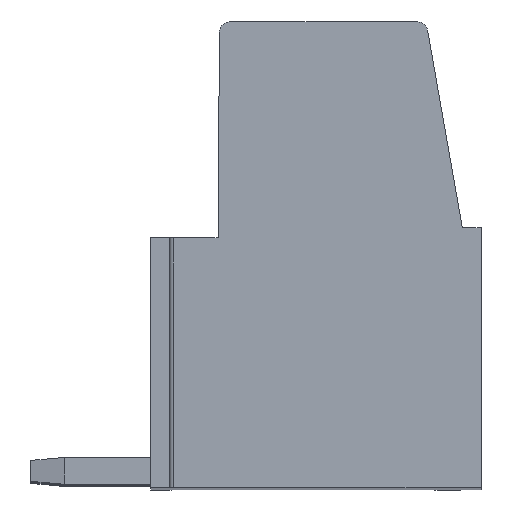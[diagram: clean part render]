
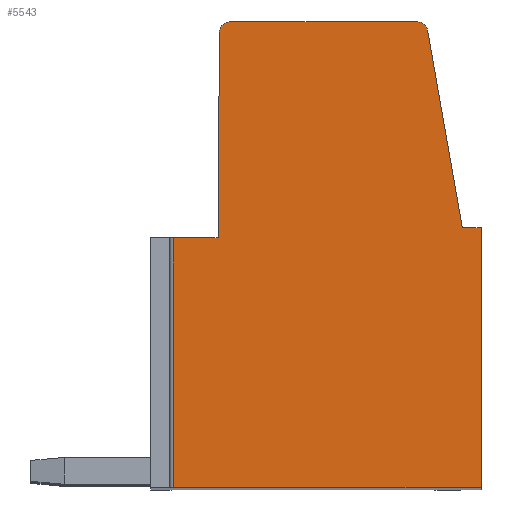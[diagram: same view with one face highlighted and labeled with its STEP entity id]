
A CAD part, top view. The second image highlights one B-rep face of the part: STEP entity #5543.
In plain terms, the highlighted planar face has unit normal (0, 0, 1).
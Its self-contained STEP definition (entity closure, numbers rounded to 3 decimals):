
#1003=DIRECTION('',(0.,1.,0.));
#1004=VECTOR('',#1003,7.4);
#1005=CARTESIAN_POINT('',(-4.225,-7.4,2.5));
#1006=LINE('',#1005,#1004);
#1007=DIRECTION('',(-1.,0.,0.));
#1008=VECTOR('',#1007,1.325);
#1009=CARTESIAN_POINT('',(-2.9,0.,2.5));
#1010=LINE('',#1009,#1008);
#1011=DIRECTION('',(-0.007,-1.,0.));
#1012=VECTOR('',#1011,6.1);
#1013=CARTESIAN_POINT('',(-2.859,6.1,2.5));
#1014=LINE('',#1013,#1012);
#1015=CARTESIAN_POINT('',(-2.557,6.098,2.5));
#1016=DIRECTION('',(0.,0.,1.));
#1017=DIRECTION('',(0.,1.,0.));
#1018=AXIS2_PLACEMENT_3D('',#1015,#1016,#1017);
#1020=DIRECTION('',(-1.,0.,0.));
#1021=VECTOR('',#1020,5.57);
#1022=CARTESIAN_POINT('',(3.013,6.4,2.5));
#1023=LINE('',#1022,#1021);
#1024=CARTESIAN_POINT('',(3.013,6.098,2.5));
#1025=DIRECTION('',(0.,0.,1.));
#1026=DIRECTION('',(0.985,0.173,0.));
#1027=AXIS2_PLACEMENT_3D('',#1024,#1025,#1026);
#1029=DIRECTION('',(-0.173,0.985,0.));
#1030=VECTOR('',#1029,5.94);
#1031=CARTESIAN_POINT('',(4.34,0.3,2.5));
#1032=LINE('',#1031,#1030);
#1033=DIRECTION('',(-1.,0.,0.));
#1034=VECTOR('',#1033,0.56);
#1035=CARTESIAN_POINT('',(4.9,0.3,2.5));
#1036=LINE('',#1035,#1034);
#1037=DIRECTION('',(0.,1.,0.));
#1038=VECTOR('',#1037,7.7);
#1039=CARTESIAN_POINT('',(4.9,-7.4,2.5));
#1040=LINE('',#1039,#1038);
#1041=DIRECTION('',(1.,0.,0.));
#1042=VECTOR('',#1041,9.125);
#1043=CARTESIAN_POINT('',(-4.225,-7.4,2.5));
#1044=LINE('',#1043,#1042);
#3261=CARTESIAN_POINT('',(4.9,-7.4,2.5));
#3262=CARTESIAN_POINT('',(4.9,0.3,2.5));
#3263=VERTEX_POINT('',#3261);
#3264=VERTEX_POINT('',#3262);
#3265=CARTESIAN_POINT('',(4.34,0.3,2.5));
#3266=VERTEX_POINT('',#3265);
#3267=CARTESIAN_POINT('',(3.311,6.15,2.5));
#3268=VERTEX_POINT('',#3267);
#3269=CARTESIAN_POINT('',(3.013,6.4,2.5));
#3270=VERTEX_POINT('',#3269);
#3271=CARTESIAN_POINT('',(-2.557,6.4,2.5));
#3272=VERTEX_POINT('',#3271);
#3273=CARTESIAN_POINT('',(-2.859,6.1,2.5));
#3274=VERTEX_POINT('',#3273);
#3275=CARTESIAN_POINT('',(-2.9,0.,2.5));
#3276=VERTEX_POINT('',#3275);
#3321=CARTESIAN_POINT('',(-4.225,-7.4,2.5));
#3322=CARTESIAN_POINT('',(-4.225,0.,2.5));
#3323=VERTEX_POINT('',#3321);
#3324=VERTEX_POINT('',#3322);
#5519=CARTESIAN_POINT('',(0.,0.,2.5));
#5520=DIRECTION('',(0.,0.,1.));
#5521=DIRECTION('',(1.,0.,0.));
#5522=AXIS2_PLACEMENT_3D('',#5519,#5520,#5521);
#5523=PLANE('',#5522);
#5524=ORIENTED_EDGE('',*,*,#5511,.T.);
#5525=ORIENTED_EDGE('',*,*,#4198,.F.);
#5527=ORIENTED_EDGE('',*,*,#5526,.F.);
#5529=ORIENTED_EDGE('',*,*,#5528,.F.);
#5531=ORIENTED_EDGE('',*,*,#5530,.F.);
#5533=ORIENTED_EDGE('',*,*,#5532,.F.);
#5535=ORIENTED_EDGE('',*,*,#5534,.F.);
#5537=ORIENTED_EDGE('',*,*,#5536,.F.);
#5539=ORIENTED_EDGE('',*,*,#5538,.F.);
#5540=ORIENTED_EDGE('',*,*,#4316,.F.);
#5541=EDGE_LOOP('',(#5524,#5525,#5527,#5529,#5531,#5533,#5535,#5537,#5539,
#5540));
#5542=FACE_OUTER_BOUND('',#5541,.F.);
#1019=CIRCLE('',#1018,0.302);
#1028=CIRCLE('',#1027,0.302);
#4198=EDGE_CURVE('',#3276,#3324,#1010,.T.);
#4316=EDGE_CURVE('',#3323,#3263,#1044,.T.);
#5511=EDGE_CURVE('',#3323,#3324,#1006,.T.);
#5526=EDGE_CURVE('',#3274,#3276,#1014,.T.);
#5528=EDGE_CURVE('',#3272,#3274,#1019,.T.);
#5530=EDGE_CURVE('',#3270,#3272,#1023,.T.);
#5532=EDGE_CURVE('',#3268,#3270,#1028,.T.);
#5534=EDGE_CURVE('',#3266,#3268,#1032,.T.);
#5536=EDGE_CURVE('',#3264,#3266,#1036,.T.);
#5538=EDGE_CURVE('',#3263,#3264,#1040,.T.);
#5543=ADVANCED_FACE('',(#5542),#5523,.T.);
